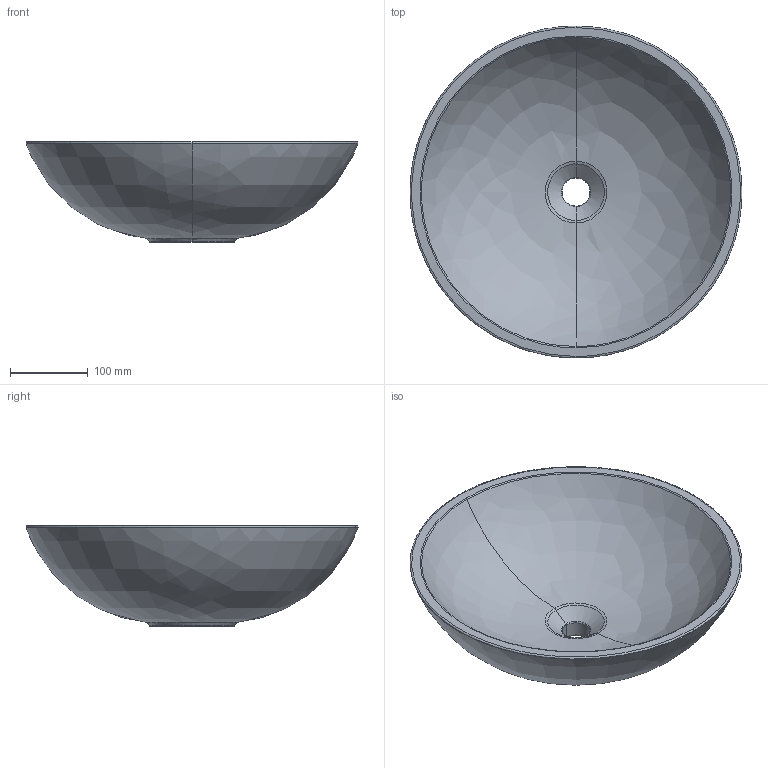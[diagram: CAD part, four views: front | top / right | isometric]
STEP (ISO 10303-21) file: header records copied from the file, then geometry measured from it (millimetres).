
FILE_DESCRIPTION(/* description */ (''),/* implementation_level */ '2;1');
FILE_NAME(/* name */ '53699',/* time_stamp */ '2025-07-11T19:52:18+03:00',/* author */ (''),/* organization */ (''),/* preprocessor_version */ 'ST-DEVELOPER v16.5',/* originating_system */ '',/* authorisation */ '');
FILE_SCHEMA (('AUTOMOTIVE_DESIGN_CC2'));
Length unit declared in the file: millimetre
Products named in the file (2): Document; Block 01
Assembly tree (1 placements, depth 2):
  Document
    Block 01
Bounding box: 428.36 x 428.36 x 130 mm (x, y, z)
Volume: 5664689 mm3; surface area: 659910.1 mm2
Topology: 2 solids, 2 shells, 37 faces, 74 edges, 40 vertices
Faces by surface type: bspline 28, cylinder 6, plane 3
Entity records: 1950 total; most frequent: CARTESIAN_POINT 1465, ORIENTED_EDGE 148, EDGE_CURVE 74, EDGE_LOOP 40, VERTEX_POINT 40, ADVANCED_FACE 37, FACE_OUTER_BOUND 37, DIRECTION 17
